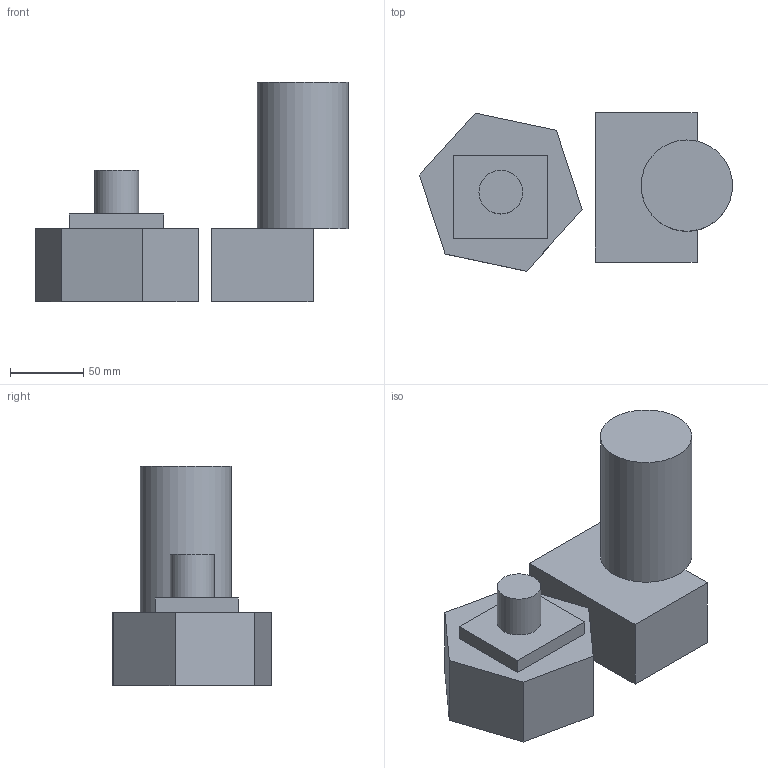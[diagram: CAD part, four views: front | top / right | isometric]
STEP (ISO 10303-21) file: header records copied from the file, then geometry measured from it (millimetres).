
FILE_DESCRIPTION(('FreeCAD Model'),'2;1');
FILE_NAME('bbb.step', '2017-09-12T09:06:45',('Author'),(''), 'Open CASCADE STEP processor 6.8','FreeCAD','Unknown');
FILE_SCHEMA(('AUTOMOTIVE_DESIGN_CC2 { 1 2 10303 214 -1 1 5 4 }'));
Length unit declared in the file: millimetre
Products named in the file (5): ASSEMBLY; Pad001; Pad002; Pad003; Pad004
Assembly tree (4 placements, depth 2):
  ASSEMBLY
    Pad001
    Pad002
    Pad003
    Pad004
Bounding box: 213.82 x 108.33 x 150 mm (x, y, z)
Volume: 1137978.9 mm3; surface area: 103510.7 mm2
Topology: 4 solids, 4 shells, 25 faces, 48 edges, 32 vertices
Faces by surface type: plane 23, cylinder 2
Full cylindrical faces by diameter (mm): 29.931 x1, 62.359 x1
Entity records: 1376 total; most frequent: CARTESIAN_POINT 224, DIRECTION 205, LINE 136, VECTOR 136, ORIENTED_EDGE 96, PCURVE 96, DEFINITIONAL_REPRESENTATION 96, EDGE_CURVE 48
